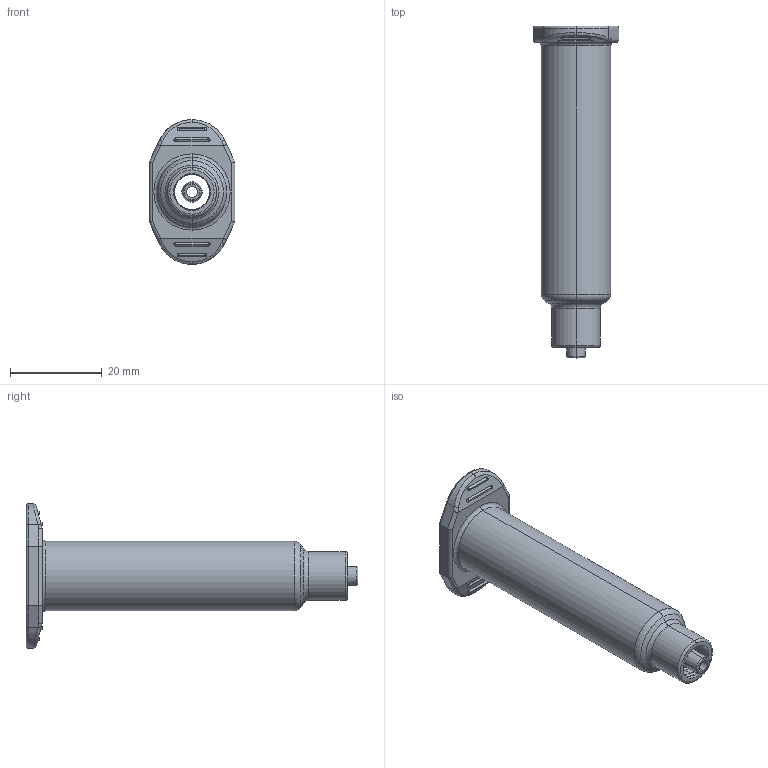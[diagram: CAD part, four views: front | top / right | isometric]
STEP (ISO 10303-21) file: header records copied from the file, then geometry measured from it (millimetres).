
FILE_DESCRIPTION (( 'STEP AP203' ), '1' );
FILE_NAME ('7050LL1N.STEP', '2016-03-08T21:56:16', ( 'jheberger' ), ( 'Microsoft' ), 'SwSTEP 2.0', 'SolidWorks 2014', '' );
FILE_SCHEMA (( 'CONFIG_CONTROL_DESIGN' ));
Length unit declared in the file: inch
Products named in the file (1): 7050LL1N
Bounding box: 18.67 x 72.26 x 31.5 mm (x, y, z)
Surface area: 6817.3 mm2 (no closed solid volume)
Topology: 0 solids, 7 shells, 137 faces, 456 edges, 320 vertices
Faces by surface type: cylinder 45, plane 34, torus 23, cone 18, bspline 17
Entity records: 8351 total; most frequent: CARTESIAN_POINT 4699, ORIENTED_EDGE 750, DIRECTION 645, EDGE_CURVE 450, VERTEX_POINT 320, AXIS2_PLACEMENT_3D 230, VECTOR 185, LINE 185
